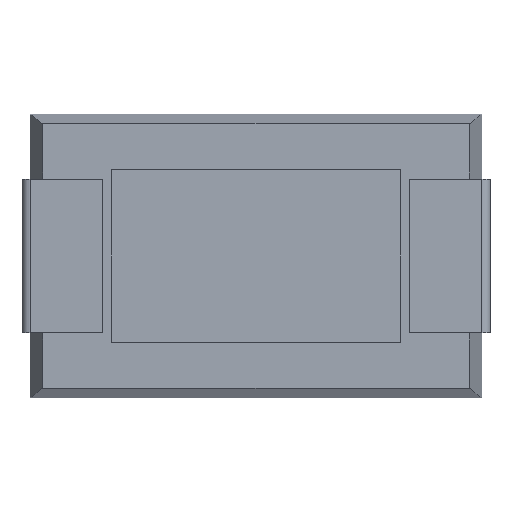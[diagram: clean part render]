
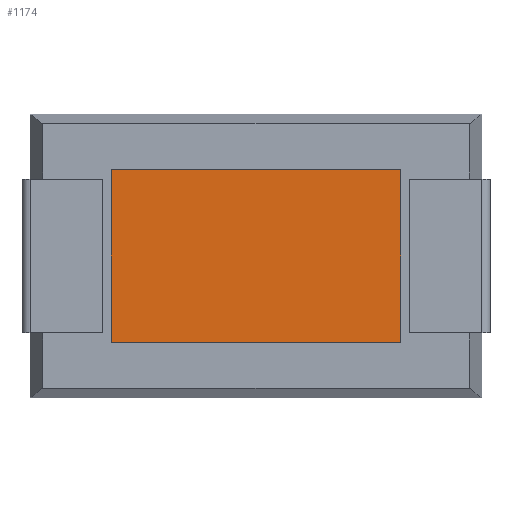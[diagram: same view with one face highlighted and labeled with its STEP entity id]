
A CAD part, front view. The second image highlights one B-rep face of the part: STEP entity #1174.
In plain terms, the highlighted planar face has unit normal (0, -1, 0).
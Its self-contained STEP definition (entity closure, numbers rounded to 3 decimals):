
#198 = CARTESIAN_POINT ( 'NONE',  ( 1.32, -0.05, -0.9 ) ) ;
#232 = ORIENTED_EDGE ( 'NONE', *, *, #4099, .T. ) ;
#272 = CARTESIAN_POINT ( 'NONE',  ( 1.32, -0.05, -0.9 ) ) ;
#443 = VERTEX_POINT ( 'NONE', #3042 ) ;
#492 = CARTESIAN_POINT ( 'NONE',  ( 0., -0.05, 0. ) ) ;
#511 = DIRECTION ( 'NONE',  ( 0., 0., 1. ) ) ;
#761 = CARTESIAN_POINT ( 'NONE',  ( 6.02, -0.05, -3.7 ) ) ;
#932 = DIRECTION ( 'NONE',  ( 1., 0., 0. ) ) ;
#1174 = ADVANCED_FACE ( 'NONE', ( #3530 ), #3931, .T. ) ;
#1259 = EDGE_CURVE ( 'NONE', #443, #1841, #3383, .T. ) ;
#1293 = ORIENTED_EDGE ( 'NONE', *, *, #1259, .T. ) ;
#1512 = LINE ( 'NONE', #272, #3112 ) ;
#1515 = CARTESIAN_POINT ( 'NONE',  ( 6.02, -0.05, -0.9 ) ) ;
#1760 = CARTESIAN_POINT ( 'NONE',  ( 6.02, -0.05, -0.9 ) ) ;
#1807 = DIRECTION ( 'NONE',  ( 0., 0., -1. ) ) ;
#1841 = VERTEX_POINT ( 'NONE', #3153 ) ;
#2034 = DIRECTION ( 'NONE',  ( 0., -1., 0. ) ) ;
#2214 = EDGE_CURVE ( 'NONE', #1841, #4055, #2767, .T. ) ;
#2525 = VECTOR ( 'NONE', #1807, 1000. ) ;
#2581 = VERTEX_POINT ( 'NONE', #1515 ) ;
#2622 = ORIENTED_EDGE ( 'NONE', *, *, #2643, .T. ) ;
#2626 = EDGE_LOOP ( 'NONE', ( #1293, #3510, #232, #2622 ) ) ;
#2643 = EDGE_CURVE ( 'NONE', #2581, #443, #1512, .T. ) ;
#2767 = LINE ( 'NONE', #2877, #2909 ) ;
#2785 = AXIS2_PLACEMENT_3D ( 'NONE', #492, #2034, #3659 ) ;
#2877 = CARTESIAN_POINT ( 'NONE',  ( 1.32, -0.05, -3.7 ) ) ;
#2908 = VECTOR ( 'NONE', #511, 1000. ) ;
#2909 = VECTOR ( 'NONE', #932, 1000. ) ;
#3042 = CARTESIAN_POINT ( 'NONE',  ( 1.32, -0.05, -0.9 ) ) ;
#3112 = VECTOR ( 'NONE', #4102, 1000. ) ;
#3153 = CARTESIAN_POINT ( 'NONE',  ( 1.32, -0.05, -3.7 ) ) ;
#3298 = LINE ( 'NONE', #1760, #2908 ) ;
#3383 = LINE ( 'NONE', #198, #2525 ) ;
#3510 = ORIENTED_EDGE ( 'NONE', *, *, #2214, .T. ) ;
#3530 = FACE_OUTER_BOUND ( 'NONE', #2626, .T. ) ;
#3659 = DIRECTION ( 'NONE',  ( 0., 0., -1. ) ) ;
#3931 = PLANE ( 'NONE',  #2785 ) ;
#4055 = VERTEX_POINT ( 'NONE', #761 ) ;
#4099 = EDGE_CURVE ( 'NONE', #4055, #2581, #3298, .T. ) ;
#4102 = DIRECTION ( 'NONE',  ( -1., 0., 0. ) ) ;
